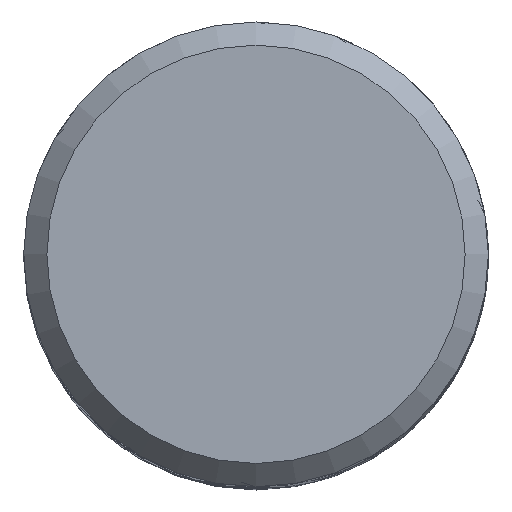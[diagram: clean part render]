
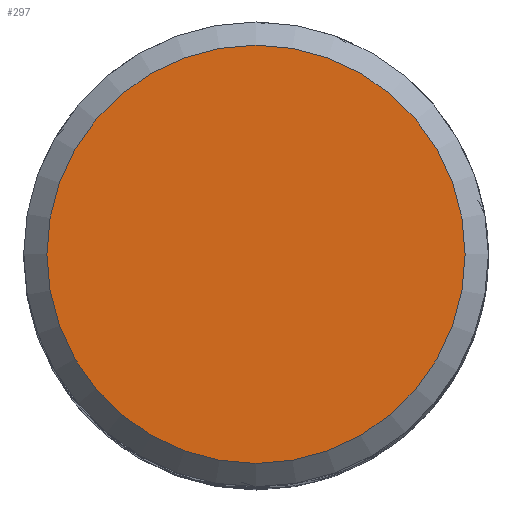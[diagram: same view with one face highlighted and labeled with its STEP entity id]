
A CAD part, top view. The second image highlights one B-rep face of the part: STEP entity #297.
In plain terms, the highlighted planar face has unit normal (0, 0, 1).
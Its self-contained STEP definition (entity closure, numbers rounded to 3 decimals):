
#257 = VERTEX_POINT('', #258);
#258 = CARTESIAN_POINT('', (-4.5, 0., 0.));
#264 = EDGE_CURVE('', #257, #257, #265, .T.);
#265 = CIRCLE('', #266, 4.5);
#266 = AXIS2_PLACEMENT_3D('', #267, #268, #269);
#267 = CARTESIAN_POINT('', (0., 0., 0.));
#268 = DIRECTION('', (0., 0., -1.));
#269 = DIRECTION('', (-1., 0., 0.));
#297 = ADVANCED_FACE('', (#298), #301, .T.);
#298 = FACE_OUTER_BOUND('', #299, .T.);
#299 = EDGE_LOOP('', (#300));
#300 = ORIENTED_EDGE('', *, *, #264, .F.);
#301 = PLANE('', #302);
#302 = AXIS2_PLACEMENT_3D('', #303, #304, #305);
#303 = CARTESIAN_POINT('', (7., -7., 0.));
#304 = DIRECTION('', (0., 0., 1.));
#305 = DIRECTION('', (0., 1., 0.));
